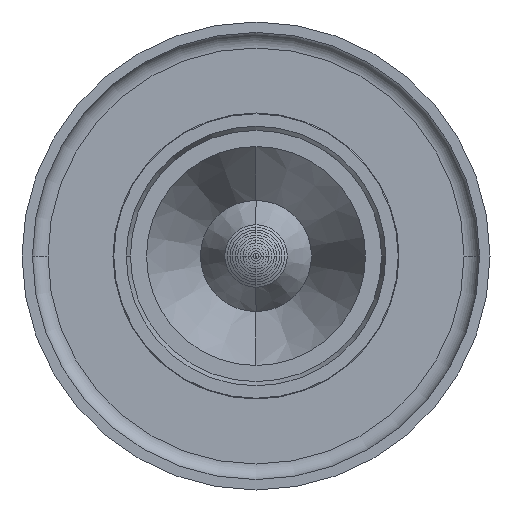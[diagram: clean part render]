
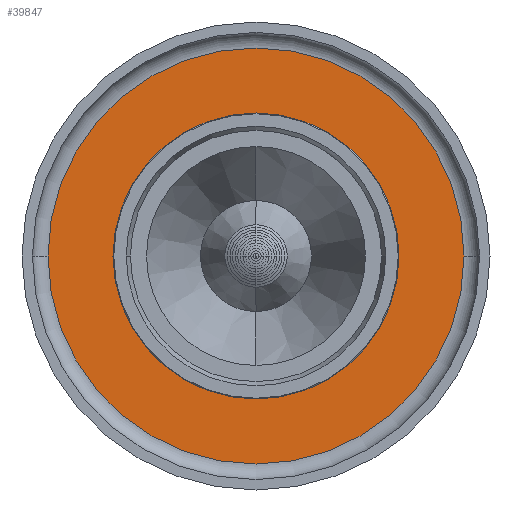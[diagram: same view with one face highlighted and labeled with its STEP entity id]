
A CAD part, front view. The second image highlights one B-rep face of the part: STEP entity #39847.
In plain terms, the highlighted face is planar.
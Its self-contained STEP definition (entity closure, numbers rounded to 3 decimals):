
#3172 = CIRCLE ( 'NONE', #20605, 21. ) ;
#4343 = DIRECTION ( 'NONE',  ( 0., 0., -1. ) ) ;
#5471 = CIRCLE ( 'NONE', #44814, 21. ) ;
#7131 = DIRECTION ( 'NONE',  ( 0., 0., -1. ) ) ;
#9489 = VERTEX_POINT ( 'NONE', #30159 ) ;
#9722 = EDGE_LOOP ( 'NONE', ( #47088, #37364 ) ) ;
#10841 = EDGE_LOOP ( 'NONE', ( #16115, #16206 ) ) ;
#10921 = DIRECTION ( 'NONE',  ( -1., 0., 0. ) ) ;
#12866 = EDGE_CURVE ( 'NONE', #9489, #47080, #14161, .T. ) ;
#13147 = DIRECTION ( 'NONE',  ( 0., 0., -1. ) ) ;
#14117 = CARTESIAN_POINT ( 'NONE',  ( 0., 0., -118. ) ) ;
#14161 = CIRCLE ( 'NONE', #24762, 40. ) ;
#14668 = CARTESIAN_POINT ( 'NONE',  ( 40., 0., -118. ) ) ;
#15270 = AXIS2_PLACEMENT_3D ( 'NONE', #38802, #4343, #15946 ) ;
#15946 = DIRECTION ( 'NONE',  ( -1., 0., 0. ) ) ;
#16115 = ORIENTED_EDGE ( 'NONE', *, *, #12866, .F. ) ;
#16206 = ORIENTED_EDGE ( 'NONE', *, *, #20791, .F. ) ;
#17130 = DIRECTION ( 'NONE',  ( -1., 0., 0. ) ) ;
#18493 = PLANE ( 'NONE',  #49043 ) ;
#19324 = EDGE_CURVE ( 'NONE', #36511, #19425, #5471, .T. ) ;
#19425 = VERTEX_POINT ( 'NONE', #40817 ) ;
#20399 = CARTESIAN_POINT ( 'NONE',  ( -21., 0., -118. ) ) ;
#20605 = AXIS2_PLACEMENT_3D ( 'NONE', #26539, #41274, #10921 ) ;
#20791 = EDGE_CURVE ( 'NONE', #47080, #9489, #34213, .T. ) ;
#20986 = CARTESIAN_POINT ( 'NONE',  ( 0., 0., -118. ) ) ;
#24762 = AXIS2_PLACEMENT_3D ( 'NONE', #20986, #13147, #17130 ) ;
#26539 = CARTESIAN_POINT ( 'NONE',  ( 0., 0., -118. ) ) ;
#30159 = CARTESIAN_POINT ( 'NONE',  ( -40., 0., -118. ) ) ;
#33526 = DIRECTION ( 'NONE',  ( -1., 0., 0. ) ) ;
#34213 = CIRCLE ( 'NONE', #15270, 40. ) ;
#36511 = VERTEX_POINT ( 'NONE', #20399 ) ;
#37272 = DIRECTION ( 'NONE',  ( -1., 0., 0. ) ) ;
#37364 = ORIENTED_EDGE ( 'NONE', *, *, #40938, .T. ) ;
#38802 = CARTESIAN_POINT ( 'NONE',  ( 0., 0., -118. ) ) ;
#39847 = ADVANCED_FACE ( 'NONE', ( #46092, #45535 ), #18493, .F. ) ;
#40817 = CARTESIAN_POINT ( 'NONE',  ( 21., 0., -118. ) ) ;
#40938 = EDGE_CURVE ( 'NONE', #19425, #36511, #3172, .T. ) ;
#41274 = DIRECTION ( 'NONE',  ( 0., 0., -1. ) ) ;
#42945 = CARTESIAN_POINT ( 'NONE',  ( 40., 0., -118. ) ) ;
#44814 = AXIS2_PLACEMENT_3D ( 'NONE', #14117, #7131, #37272 ) ;
#45535 = FACE_BOUND ( 'NONE', #9722, .T. ) ;
#46092 = FACE_OUTER_BOUND ( 'NONE', #10841, .T. ) ;
#47080 = VERTEX_POINT ( 'NONE', #42945 ) ;
#47088 = ORIENTED_EDGE ( 'NONE', *, *, #19324, .T. ) ;
#49009 = DIRECTION ( 'NONE',  ( 0., 0., -1. ) ) ;
#49043 = AXIS2_PLACEMENT_3D ( 'NONE', #14668, #49009, #33526 ) ;
